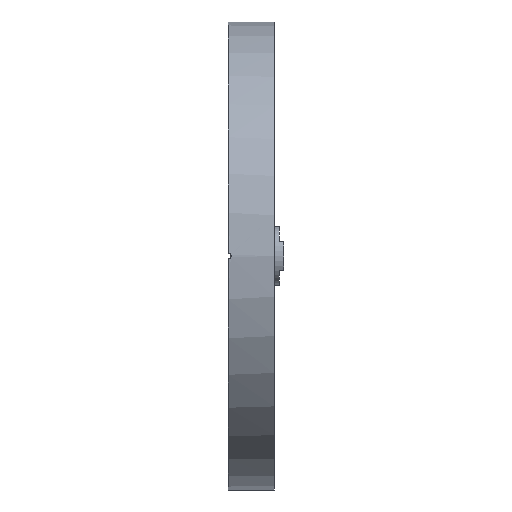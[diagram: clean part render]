
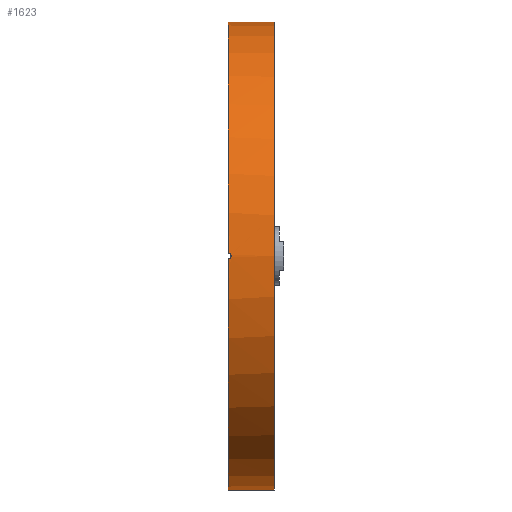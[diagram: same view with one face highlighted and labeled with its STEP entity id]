
A CAD part, left-side view. The second image highlights one B-rep face of the part: STEP entity #1623.
In plain terms, the highlighted cylindrical face has radius 76.2 mm (diameter 152.4 mm), a partial arc.
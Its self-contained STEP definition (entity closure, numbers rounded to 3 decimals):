
#16 = VECTOR ( 'NONE', #7055, 1000. ) ;
#160 = ORIENTED_EDGE ( 'NONE', *, *, #4032, .T. ) ;
#170 = VERTEX_POINT ( 'NONE', #4719 ) ;
#424 = ORIENTED_EDGE ( 'NONE', *, *, #2368, .T. ) ;
#441 = EDGE_CURVE ( 'NONE', #2868, #170, #6210, .T. ) ;
#635 = DIRECTION ( 'NONE',  ( 0., 1., 0. ) ) ;
#703 = CARTESIAN_POINT ( 'NONE',  ( -76.198, -0.801, -0.613 ) ) ;
#906 = CARTESIAN_POINT ( 'NONE',  ( -76.2, -0.974, -0.261 ) ) ;
#945 = AXIS2_PLACEMENT_3D ( 'NONE', #5649, #635, #4520 ) ;
#999 = AXIS2_PLACEMENT_3D ( 'NONE', #4990, #2797, #2234 ) ;
#1020 = AXIS2_PLACEMENT_3D ( 'NONE', #5199, #1874, #5761 ) ;
#1040 = EDGE_CURVE ( 'NONE', #5694, #1390, #1508, .T. ) ;
#1070 = CARTESIAN_POINT ( 'NONE',  ( 0., -15., -76.2 ) ) ;
#1213 = ORIENTED_EDGE ( 'NONE', *, *, #5984, .F. ) ;
#1287 = CARTESIAN_POINT ( 'NONE',  ( -76.193, -0.264, -1. ) ) ;
#1390 = VERTEX_POINT ( 'NONE', #4204 ) ;
#1503 = CARTESIAN_POINT ( 'NONE',  ( -76.193, 0., -1. ) ) ;
#1508 = LINE ( 'NONE', #4797, #16 ) ;
#1623 = ADVANCED_FACE ( 'NONE', ( #4747 ), #3440, .T. ) ;
#1770 = CARTESIAN_POINT ( 'NONE',  ( 0., -15., 0. ) ) ;
#1874 = DIRECTION ( 'NONE',  ( 0., 1., 0. ) ) ;
#2128 = CARTESIAN_POINT ( 'NONE',  ( -76.195, -0.504, 0.874 ) ) ;
#2234 = DIRECTION ( 'NONE',  ( 0., 0., 1. ) ) ;
#2312 = VERTEX_POINT ( 'NONE', #1503 ) ;
#2330 = DIRECTION ( 'NONE',  ( 0., 0., 1. ) ) ;
#2368 = EDGE_CURVE ( 'NONE', #3597, #170, #6812, .T. ) ;
#2397 = B_SPLINE_CURVE_WITH_KNOTS ( 'NONE', 3,
 ( #3211, #6537, #5450, #2128, #6007, #2687, #6566, #3234, #7114, #3792, #906, #4033, #703, #4602, #1287, #5160 ),
 .UNSPECIFIED., .F., .F.,
 ( 4, 2, 2, 2, 2, 2, 2, 4 ),
 ( 0., 0., 0.001, 0.001, 0.002, 0.002, 0.002, 0.003 ),
 .UNSPECIFIED. ) ;
#2687 = CARTESIAN_POINT ( 'NONE',  ( -76.198, -0.799, 0.615 ) ) ;
#2797 = DIRECTION ( 'NONE',  ( 0., 1., 0. ) ) ;
#2868 = VERTEX_POINT ( 'NONE', #4652 ) ;
#2869 = CARTESIAN_POINT ( 'NONE',  ( 0., -15., 76.2 ) ) ;
#3211 = CARTESIAN_POINT ( 'NONE',  ( -76.193, 0., 1. ) ) ;
#3234 = CARTESIAN_POINT ( 'NONE',  ( -76.2, -0.974, 0.263 ) ) ;
#3440 = CYLINDRICAL_SURFACE ( 'NONE', #999, 76.2 ) ;
#3578 = AXIS2_PLACEMENT_3D ( 'NONE', #1770, #5657, #2330 ) ;
#3597 = VERTEX_POINT ( 'NONE', #2869 ) ;
#3692 = VECTOR ( 'NONE', #6013, 1000. ) ;
#3792 = CARTESIAN_POINT ( 'NONE',  ( -76.2, -1., -0.13 ) ) ;
#4032 = EDGE_CURVE ( 'NONE', #2868, #2312, #2397, .T. ) ;
#4033 = CARTESIAN_POINT ( 'NONE',  ( -76.198, -0.874, -0.503 ) ) ;
#4204 = CARTESIAN_POINT ( 'NONE',  ( 0., 0., -76.2 ) ) ;
#4520 = DIRECTION ( 'NONE',  ( 0., 0., 1. ) ) ;
#4602 = CARTESIAN_POINT ( 'NONE',  ( -76.195, -0.521, -0.893 ) ) ;
#4652 = CARTESIAN_POINT ( 'NONE',  ( -76.193, 0., 1. ) ) ;
#4719 = CARTESIAN_POINT ( 'NONE',  ( 0., 0., 76.2 ) ) ;
#4747 = FACE_OUTER_BOUND ( 'NONE', #6265, .T. ) ;
#4797 = CARTESIAN_POINT ( 'NONE',  ( 0., -15., -76.2 ) ) ;
#4990 = CARTESIAN_POINT ( 'NONE',  ( 0., -15., 0. ) ) ;
#4998 = ORIENTED_EDGE ( 'NONE', *, *, #441, .F. ) ;
#5160 = CARTESIAN_POINT ( 'NONE',  ( -76.193, 0., -1. ) ) ;
#5199 = CARTESIAN_POINT ( 'NONE',  ( 0., 0., 0. ) ) ;
#5450 = CARTESIAN_POINT ( 'NONE',  ( -76.194, -0.262, 0.974 ) ) ;
#5453 = CIRCLE ( 'NONE', #3578, 76.2 ) ;
#5649 = CARTESIAN_POINT ( 'NONE',  ( 0., 0., 0. ) ) ;
#5653 = ORIENTED_EDGE ( 'NONE', *, *, #1040, .F. ) ;
#5657 = DIRECTION ( 'NONE',  ( 0., 1., 0. ) ) ;
#5694 = VERTEX_POINT ( 'NONE', #1070 ) ;
#5761 = DIRECTION ( 'NONE',  ( 0., 0., 1. ) ) ;
#5924 = ORIENTED_EDGE ( 'NONE', *, *, #6902, .T. ) ;
#5984 = EDGE_CURVE ( 'NONE', #1390, #2312, #6361, .T. ) ;
#6007 = CARTESIAN_POINT ( 'NONE',  ( -76.196, -0.615, 0.799 ) ) ;
#6013 = DIRECTION ( 'NONE',  ( 0., 1., 0. ) ) ;
#6210 = CIRCLE ( 'NONE', #945, 76.2 ) ;
#6265 = EDGE_LOOP ( 'NONE', ( #5653, #5924, #424, #4998, #160, #1213 ) ) ;
#6361 = CIRCLE ( 'NONE', #1020, 76.2 ) ;
#6537 = CARTESIAN_POINT ( 'NONE',  ( -76.193, -0.132, 1. ) ) ;
#6566 = CARTESIAN_POINT ( 'NONE',  ( -76.198, -0.874, 0.503 ) ) ;
#6572 = CARTESIAN_POINT ( 'NONE',  ( 0., -15., 76.2 ) ) ;
#6812 = LINE ( 'NONE', #6572, #3692 ) ;
#6902 = EDGE_CURVE ( 'NONE', #5694, #3597, #5453, .T. ) ;
#7055 = DIRECTION ( 'NONE',  ( 0., 1., 0. ) ) ;
#7114 = CARTESIAN_POINT ( 'NONE',  ( -76.2, -1., 0.131 ) ) ;
